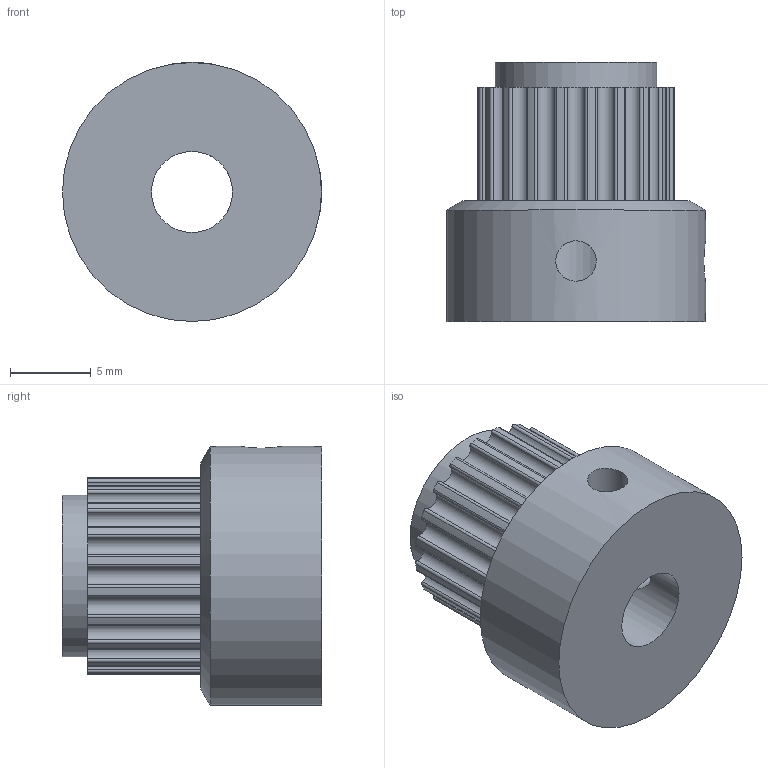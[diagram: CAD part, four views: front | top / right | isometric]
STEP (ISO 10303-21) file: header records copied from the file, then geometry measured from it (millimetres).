
FILE_DESCRIPTION(/* description */ ('STEP AP203','CAx-IF Rec.Pracs.---Representation and Presentation of Product Manufacturing Information (PMI)---4.0---2014-10-13'),/* implementation_level */ '2;1');
FILE_NAME(/* name */ 'c25c3eae-2910-44e1-b667-fdfebe3a04e5.stp',/* time_stamp */ '2025-02-25T01:29:04Z',/* author */ (''),/* organization */ (''),/* preprocessor_version */ 'ST-DEVELOPER v20',/* originating_system */ 'Autodesk Translation Framework v13.20.0.188',/* authorisation */ '');
FILE_SCHEMA (('AP242_MANAGED_MODEL_BASED_3D_ENGINEERING_MIM_LF { 1 0 10303 442 1 1 4 }'));
Length unit declared in the file: millimetre
Products named in the file (1): Шкив GT2 20T b5
Bounding box: 16 x 16 x 16 mm (x, y, z)
Volume: 1960.2 mm3; surface area: 1466.5 mm2
Topology: 1 solids, 1 shells, 90 faces, 263 edges, 175 vertices
Faces by surface type: cylinder 85, plane 4, cone 1
Full cylindrical faces by diameter (mm): 2.5 x2, 5 x1, 10 x1, 16 x1
Entity records: 3251 total; most frequent: CARTESIAN_POINT 665, DIRECTION 604, ORIENTED_EDGE 526, EDGE_CURVE 263, AXIS2_PLACEMENT_3D 258, VERTEX_POINT 175, CIRCLE 167, EDGE_LOOP 96
